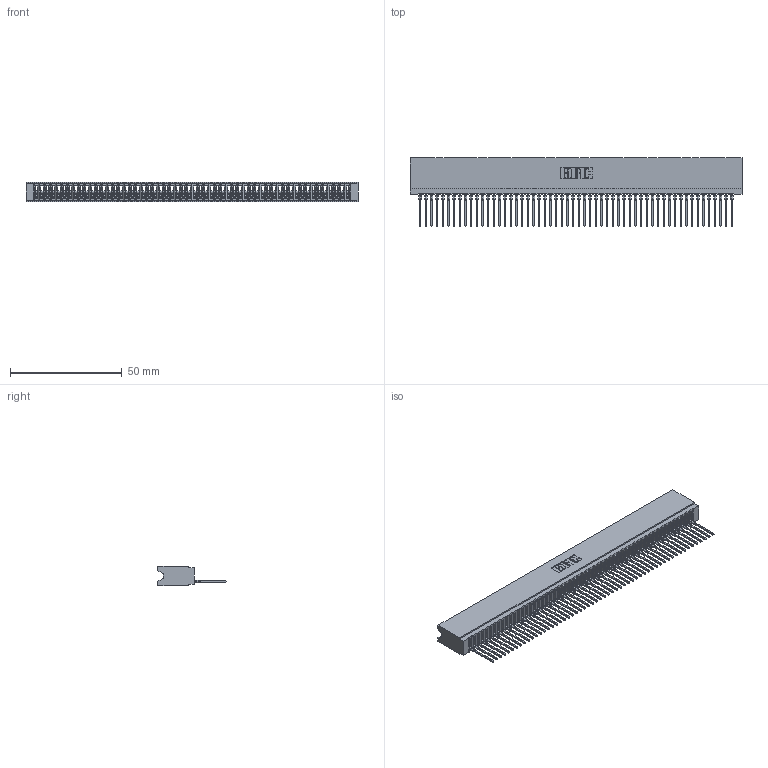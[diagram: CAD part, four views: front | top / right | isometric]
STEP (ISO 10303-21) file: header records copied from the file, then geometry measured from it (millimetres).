
FILE_DESCRIPTION (( 'STEP AP203' ), '1' );
FILE_NAME ('745-056-540-106.STEP', '2026-02-25T22:53:51', ( '' ), ( '' ), 'SwSTEP 2.0', 'SolidWorks 2023', '' );
FILE_SCHEMA (( 'CONFIG_CONTROL_DESIGN' ));
Length unit declared in the file: millimetre
Products named in the file (3): 745-056-540-106; 745-292-001_540; 745 Part_Insulator Option - 06
Assembly tree (57 placements, depth 2):
  745-056-540-106
    745 Part_Insulator Option - 06
    745-292-001_540  x56
Bounding box: 148.84 x 30.62 x 8.89 mm (x, y, z)
Volume: 12914.1 mm3; surface area: 24977.4 mm2
Topology: 57 solids, 57 shells, 6368 faces, 17508 edges, 11036 vertices
Faces by surface type: plane 3808, bspline 1120, cylinder 1104, torus 336
Entity records: 90594 total; most frequent: CARTESIAN_POINT 16466, ORIENTED_EDGE 15986, DIRECTION 13841, EDGE_CURVE 7993, VECTOR 7475, LINE 7475, VERTEX_POINT 5096, AXIS2_PLACEMENT_3D 3183
